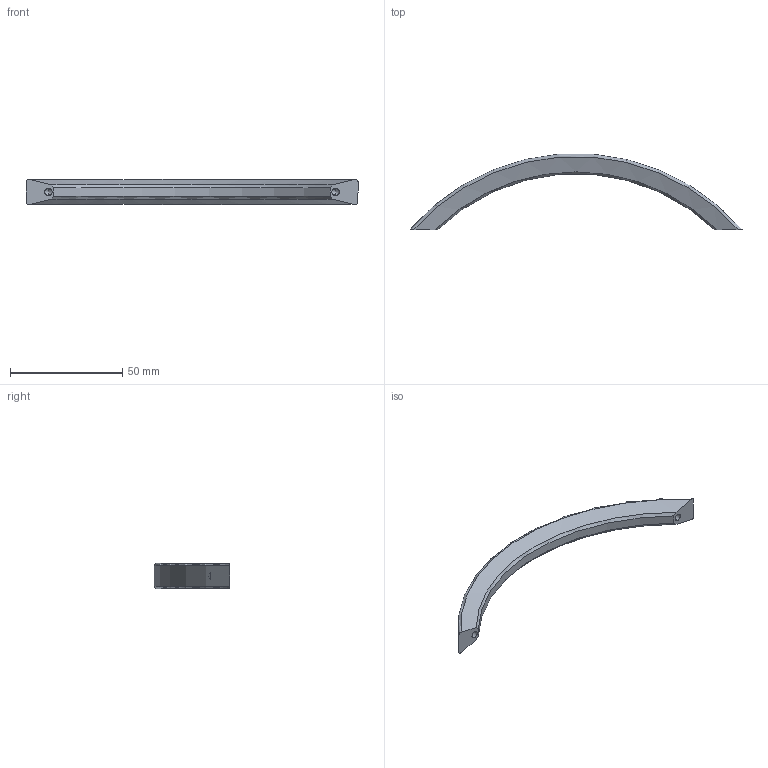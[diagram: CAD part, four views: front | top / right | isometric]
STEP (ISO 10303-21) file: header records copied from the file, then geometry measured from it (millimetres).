
FILE_DESCRIPTION (( 'STEP AP214' ), '1' );
FILE_NAME ('F002158,F002161,F002164,F002167_3D.step', '2022-06-10T07:01:26', ( '' ), ( '' ), 'SwSTEP 2.0', 'SolidWorks 2020', '' );
FILE_SCHEMA (( 'AUTOMOTIVE_DESIGN' ));
Length unit declared in the file: millimetre
Products named in the file (1): F002158,F002161,F002164,F002167_3D
Bounding box: 148 x 33.7 x 11.19 mm (x, y, z)
Volume: 12014.2 mm3; surface area: 5715.5 mm2
Topology: 1 solids, 1 shells, 18 faces, 44 edges, 26 vertices
Faces by surface type: cone 8, cylinder 6, plane 2, torus 2
Entity records: 628 total; most frequent: CARTESIAN_POINT 155, DIRECTION 82, ORIENTED_EDGE 80, EDGE_CURVE 40, AXIS2_PLACEMENT_3D 35, VERTEX_POINT 26, EDGE_LOOP 20, FACE_OUTER_BOUND 18
